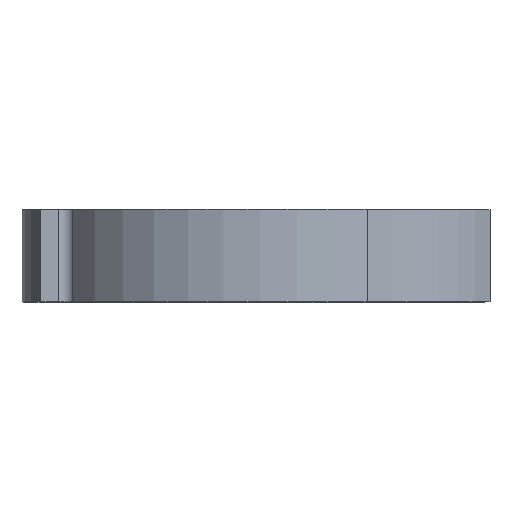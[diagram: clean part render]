
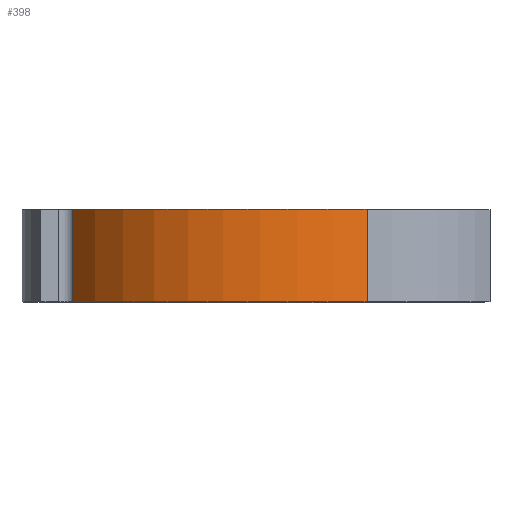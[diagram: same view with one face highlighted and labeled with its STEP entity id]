
A CAD part, top view. The second image highlights one B-rep face of the part: STEP entity #398.
In plain terms, the highlighted cylindrical face has radius 48.5 mm (diameter 97 mm), a partial arc.
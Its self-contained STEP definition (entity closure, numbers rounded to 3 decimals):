
#36=FACE_OUTER_BOUND('',#60,.T.);
#60=EDGE_LOOP('',(#289,#290,#291,#292));
#87=LINE('',#649,#113);
#96=LINE('',#676,#122);
#113=VECTOR('',#507,10.);
#122=VECTOR('',#532,10.);
#141=CIRCLE('',#445,48.5);
#142=CIRCLE('',#446,48.5);
#171=VERTEX_POINT('',#642);
#174=VERTEX_POINT('',#647);
#183=VERTEX_POINT('',#672);
#184=VERTEX_POINT('',#674);
#213=EDGE_CURVE('',#174,#171,#87,.T.);
#226=EDGE_CURVE('',#183,#184,#96,.T.);
#227=EDGE_CURVE('',#174,#183,#141,.T.);
#228=EDGE_CURVE('',#171,#184,#142,.T.);
#289=ORIENTED_EDGE('',*,*,#213,.F.);
#290=ORIENTED_EDGE('',*,*,#227,.T.);
#291=ORIENTED_EDGE('',*,*,#226,.T.);
#292=ORIENTED_EDGE('',*,*,#228,.F.);
#381=CYLINDRICAL_SURFACE('',#444,48.5);
#398=ADVANCED_FACE('',(#36),#381,.T.);
#444=AXIS2_PLACEMENT_3D('',#677,#533,#534);
#445=AXIS2_PLACEMENT_3D('',#678,#535,#536);
#446=AXIS2_PLACEMENT_3D('',#679,#537,#538);
#507=DIRECTION('',(0.,1.,0.));
#532=DIRECTION('',(0.,1.,0.));
#533=DIRECTION('center_axis',(0.,1.,0.));
#534=DIRECTION('ref_axis',(1.,0.,0.));
#535=DIRECTION('center_axis',(0.,1.,0.));
#536=DIRECTION('ref_axis',(1.,0.,0.));
#537=DIRECTION('center_axis',(0.,1.,0.));
#538=DIRECTION('ref_axis',(1.,0.,0.));
#642=CARTESIAN_POINT('',(-40.704,20.,26.371));
#647=CARTESIAN_POINT('',(-40.704,0.,26.371));
#649=CARTESIAN_POINT('',(-40.704,0.,26.371));
#672=CARTESIAN_POINT('',(23.082,0.,42.655));
#674=CARTESIAN_POINT('',(23.082,20.,42.655));
#676=CARTESIAN_POINT('',(23.082,0.,42.655));
#677=CARTESIAN_POINT('Origin',(0.,0.,0.));
#678=CARTESIAN_POINT('Origin',(0.,0.,0.));
#679=CARTESIAN_POINT('Origin',(0.,20.,0.));
